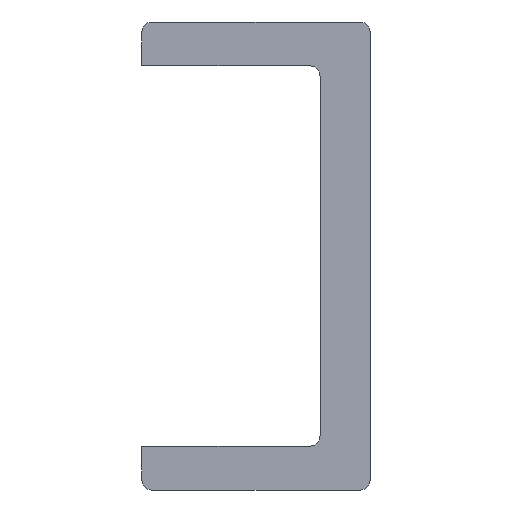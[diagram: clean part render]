
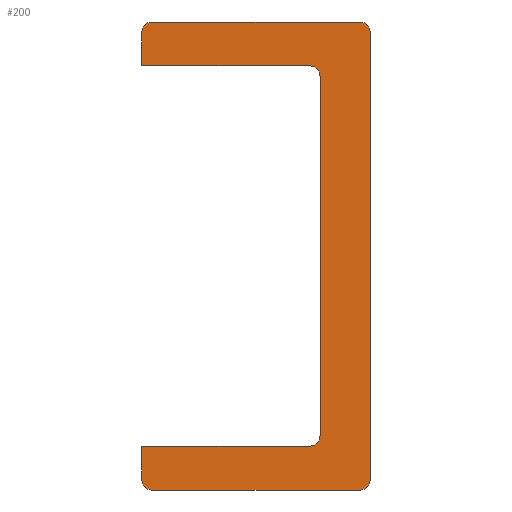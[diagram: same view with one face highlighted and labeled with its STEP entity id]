
A CAD part, front view. The second image highlights one B-rep face of the part: STEP entity #200.
In plain terms, the highlighted planar face has unit normal (0, -1, 0).
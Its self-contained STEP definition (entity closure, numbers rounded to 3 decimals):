
#200 = ADVANCED_FACE( '', ( #573 ), #574, .F. );
#573 = FACE_OUTER_BOUND( '', #1058, .T. );
#574 = PLANE( '', #1059 );
#1058 = EDGE_LOOP( '', ( #1635, #1636, #1637, #1638, #1639, #1640, #1641, #1642, #1643, #1644, #1645, #1646, #1647, #1648 ) );
#1059 = AXIS2_PLACEMENT_3D( '', #1649, #1650, #1651 );
#1635 = ORIENTED_EDGE( '', *, *, #2122, .F. );
#1636 = ORIENTED_EDGE( '', *, *, #2238, .T. );
#1637 = ORIENTED_EDGE( '', *, *, #2073, .F. );
#1638 = ORIENTED_EDGE( '', *, *, #2239, .T. );
#1639 = ORIENTED_EDGE( '', *, *, #2221, .F. );
#1640 = ORIENTED_EDGE( '', *, *, #2125, .F. );
#1641 = ORIENTED_EDGE( '', *, *, #2240, .F. );
#1642 = ORIENTED_EDGE( '', *, *, #2207, .F. );
#1643 = ORIENTED_EDGE( '', *, *, #2225, .F. );
#1644 = ORIENTED_EDGE( '', *, *, #2173, .F. );
#1645 = ORIENTED_EDGE( '', *, *, #2241, .F. );
#1646 = ORIENTED_EDGE( '', *, *, #2242, .T. );
#1647 = ORIENTED_EDGE( '', *, *, #2243, .F. );
#1648 = ORIENTED_EDGE( '', *, *, #2235, .T. );
#1649 = CARTESIAN_POINT( '', ( -10.5, 0., 21.5 ) );
#1650 = DIRECTION( '', ( 0., 1., 0. ) );
#1651 = DIRECTION( '', ( 0., 0., 1. ) );
#2073 = EDGE_CURVE( '', #2354, #2355, #2356, .T. );
#2122 = EDGE_CURVE( '', #2450, #2452, #2453, .T. );
#2125 = EDGE_CURVE( '', #2456, #2457, #2458, .T. );
#2173 = EDGE_CURVE( '', #2534, #2535, #2536, .T. );
#2207 = EDGE_CURVE( '', #2601, #2602, #2603, .T. );
#2221 = EDGE_CURVE( '', #2457, #2623, #2624, .T. );
#2225 = EDGE_CURVE( '', #2535, #2601, #2629, .T. );
#2235 = EDGE_CURVE( '', #2643, #2452, #2644, .F. );
#2238 = EDGE_CURVE( '', #2450, #2355, #2647, .F. );
#2239 = EDGE_CURVE( '', #2354, #2623, #2648, .F. );
#2240 = EDGE_CURVE( '', #2602, #2456, #2649, .T. );
#2241 = EDGE_CURVE( '', #2650, #2534, #2651, .T. );
#2242 = EDGE_CURVE( '', #2650, #2652, #2653, .F. );
#2243 = EDGE_CURVE( '', #2643, #2652, #2654, .T. );
#2354 = VERTEX_POINT( '', #2784 );
#2355 = VERTEX_POINT( '', #2785 );
#2356 = LINE( '', #2786, #2787 );
#2450 = VERTEX_POINT( '', #2885 );
#2452 = VERTEX_POINT( '', #2888 );
#2453 = LINE( '', #2889, #2890 );
#2456 = VERTEX_POINT( '', #2894 );
#2457 = VERTEX_POINT( '', #2895 );
#2458 = LINE( '', #2896, #2897 );
#2534 = VERTEX_POINT( '', #2976 );
#2535 = VERTEX_POINT( '', #2977 );
#2536 = LINE( '', #2978, #2979 );
#2601 = VERTEX_POINT( '', #3047 );
#2602 = VERTEX_POINT( '', #3048 );
#2603 = LINE( '', #3049, #3050 );
#2623 = VERTEX_POINT( '', #3073 );
#2624 = LINE( '', #3074, #3075 );
#2629 = CIRCLE( '', #3082, 1. );
#2643 = VERTEX_POINT( '', #3096 );
#2644 = CIRCLE( '', #3097, 0.9 );
#2647 = CIRCLE( '', #3101, 0.9 );
#2648 = CIRCLE( '', #3102, 0.9 );
#2649 = CIRCLE( '', #3103, 1. );
#2650 = VERTEX_POINT( '', #3104 );
#2651 = LINE( '', #3105, #3106 );
#2652 = VERTEX_POINT( '', #3107 );
#2653 = CIRCLE( '', #3108, 0.9 );
#2654 = LINE( '', #3109, #3110 );
#2784 = CARTESIAN_POINT( '', ( -9.6, 0., 21.5 ) );
#2785 = CARTESIAN_POINT( '', ( 9.6, 0., 21.5 ) );
#2786 = CARTESIAN_POINT( '', ( -10.5, 0., 21.5 ) );
#2787 = VECTOR( '', #3247, 1000. );
#2885 = CARTESIAN_POINT( '', ( 10.5, 0., 20.6 ) );
#2888 = CARTESIAN_POINT( '', ( 10.5, 0., -20.6 ) );
#2889 = CARTESIAN_POINT( '', ( 10.5, 0., 21.5 ) );
#2890 = VECTOR( '', #3379, 1000. );
#2894 = CARTESIAN_POINT( '', ( 4.9, 0., 17.5 ) );
#2895 = CARTESIAN_POINT( '', ( -10.5, 0., 17.5 ) );
#2896 = CARTESIAN_POINT( '', ( 4.9, 0., 17.5 ) );
#2897 = VECTOR( '', #3381, 1000. );
#2976 = CARTESIAN_POINT( '', ( -10.5, 0., -17.5 ) );
#2977 = CARTESIAN_POINT( '', ( 4.9, 0., -17.5 ) );
#2978 = CARTESIAN_POINT( '', ( 4.9, 0., -17.5 ) );
#2979 = VECTOR( '', #3463, 1000. );
#3047 = CARTESIAN_POINT( '', ( 5.9, 0., -16.5 ) );
#3048 = CARTESIAN_POINT( '', ( 5.9, 0., 16.5 ) );
#3049 = CARTESIAN_POINT( '', ( 5.9, 0., 16.5 ) );
#3050 = VECTOR( '', #3554, 1000. );
#3073 = CARTESIAN_POINT( '', ( -10.5, 0., 20.6 ) );
#3074 = CARTESIAN_POINT( '', ( -10.5, 0., -21.5 ) );
#3075 = VECTOR( '', #3570, 1000. );
#3082 = AXIS2_PLACEMENT_3D( '', #3573, #3574, #3575 );
#3096 = CARTESIAN_POINT( '', ( 9.6, 0., -21.5 ) );
#3097 = AXIS2_PLACEMENT_3D( '', #3591, #3592, #3593 );
#3101 = AXIS2_PLACEMENT_3D( '', #3595, #3596, #3597 );
#3102 = AXIS2_PLACEMENT_3D( '', #3598, #3599, #3600 );
#3103 = AXIS2_PLACEMENT_3D( '', #3601, #3602, #3603 );
#3104 = CARTESIAN_POINT( '', ( -10.5, 0., -20.6 ) );
#3105 = CARTESIAN_POINT( '', ( -10.5, 0., -21.5 ) );
#3106 = VECTOR( '', #3604, 1000. );
#3107 = CARTESIAN_POINT( '', ( -9.6, 0., -21.5 ) );
#3108 = AXIS2_PLACEMENT_3D( '', #3605, #3606, #3607 );
#3109 = CARTESIAN_POINT( '', ( 10.5, 0., -21.5 ) );
#3110 = VECTOR( '', #3608, 1000. );
#3247 = DIRECTION( '', ( 1., 0., 0. ) );
#3379 = DIRECTION( '', ( 0., 0., -1. ) );
#3381 = DIRECTION( '', ( -1., 0., 0. ) );
#3463 = DIRECTION( '', ( 1., 0., 0. ) );
#3554 = DIRECTION( '', ( 0., 0., 1. ) );
#3570 = DIRECTION( '', ( 0., 0., 1. ) );
#3573 = CARTESIAN_POINT( '', ( 4.9, 0., -16.5 ) );
#3574 = DIRECTION( '', ( 0., -1., 0. ) );
#3575 = DIRECTION( '', ( -1., 0., 0. ) );
#3591 = CARTESIAN_POINT( '', ( 9.6, 0., -20.6 ) );
#3592 = DIRECTION( '', ( 0., 1., 0. ) );
#3593 = DIRECTION( '', ( 0., 0., 1. ) );
#3595 = CARTESIAN_POINT( '', ( 9.6, 0., 20.6 ) );
#3596 = DIRECTION( '', ( 0., 1., 0. ) );
#3597 = DIRECTION( '', ( 0., 0., 1. ) );
#3598 = CARTESIAN_POINT( '', ( -9.6, 0., 20.6 ) );
#3599 = DIRECTION( '', ( 0., 1., 0. ) );
#3600 = DIRECTION( '', ( 0., 0., 1. ) );
#3601 = CARTESIAN_POINT( '', ( 4.9, 0., 16.5 ) );
#3602 = DIRECTION( '', ( 0., -1., 0. ) );
#3603 = DIRECTION( '', ( -1., 0., 0. ) );
#3604 = DIRECTION( '', ( 0., 0., 1. ) );
#3605 = CARTESIAN_POINT( '', ( -9.6, 0., -20.6 ) );
#3606 = DIRECTION( '', ( 0., 1., 0. ) );
#3607 = DIRECTION( '', ( 0., 0., 1. ) );
#3608 = DIRECTION( '', ( -1., 0., 0. ) );
